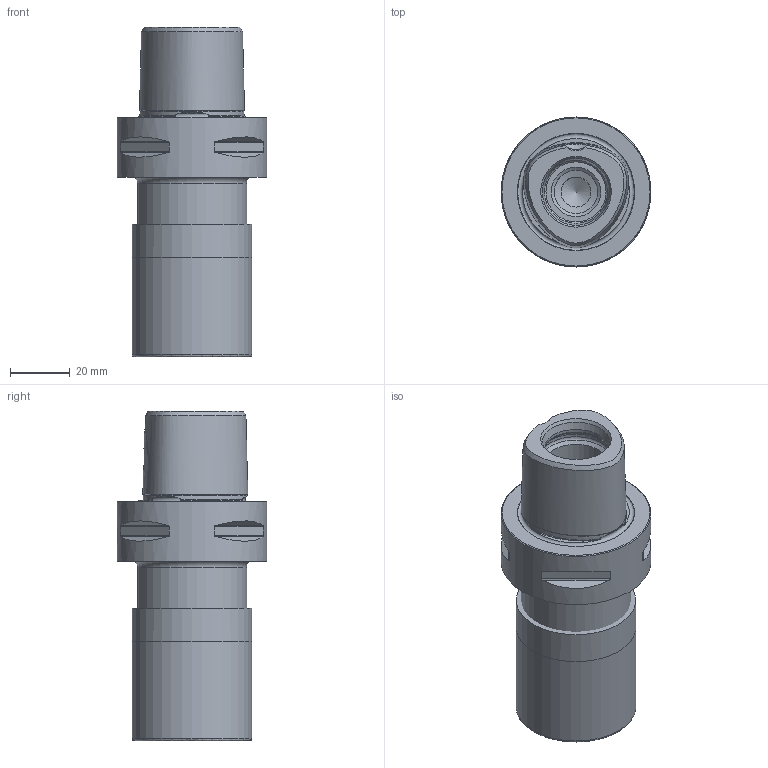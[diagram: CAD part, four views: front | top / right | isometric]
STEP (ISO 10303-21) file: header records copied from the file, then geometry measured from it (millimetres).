
FILE_DESCRIPTION(/* description */ (''),/* implementation_level */ '2;1');
FILE_NAME(/* name */ '40J4R080XC5-CSD12X44_115009853ndi000_00-SIM.stp',/* time_stamp */ '2020-01-08T08:57:38+01:00',/* author */ (''),/* organization */ (''),/* preprocessor_version */ 'ST-DEVELOPER v16.7',/* originating_system */ 'SIEMENS PLM Software NX 12.0',/* authorisation */ '');
FILE_SCHEMA (('AUTOMOTIVE_DESIGN { 1 0 10303 214 3 1 1 1 }'));
Length unit declared in the file: millimetre
Products named in the file (1): hm153D1025BErvd8
Bounding box: 50 x 50 x 110 mm (x, y, z)
Volume: 157373.3 mm3; surface area: 31069.2 mm2
Topology: 2 solids, 2 shells, 80 faces, 189 edges, 119 vertices
Faces by surface type: cone 23, plane 22, cylinder 21, bspline 7, torus 4, revolution 3
Full cylindrical faces by diameter (mm): 2.5 x1, 4 x1, 6.1 x2, 10 x1, 14.5 x1, 21.025 x2, 24 x1, 36.5 x1, 39.984 x1, 50 x1
Entity records: 20524 total; most frequent: CARTESIAN_POINT 18978, DIRECTION 281, ORIENTED_EDGE 264, EDGE_CURVE 132, EDGE_LOOP 131, AXIS2_PLACEMENT_3D 127, VERTEX_POINT 107, FACE_BOUND 102
